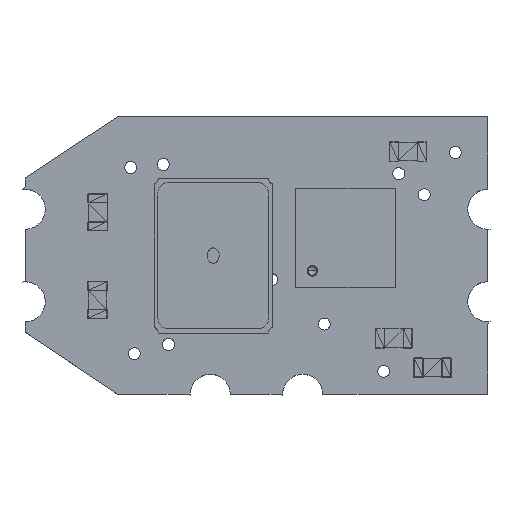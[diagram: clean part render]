
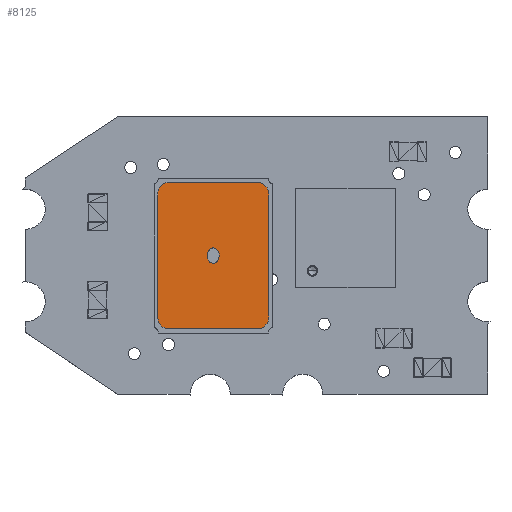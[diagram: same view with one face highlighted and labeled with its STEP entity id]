
A CAD part, top view. The second image highlights one B-rep face of the part: STEP entity #8125.
In plain terms, the highlighted free-form (B-spline) face has degree [1, 1] with [2, 2] control points.
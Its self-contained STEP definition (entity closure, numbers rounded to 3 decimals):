
#7802 = VERTEX_POINT('',#7803);
#7803 = CARTESIAN_POINT('',(2.338,1.625,0.16));
#7808 = EDGE_CURVE('',#7809,#7802,#7811,.T.);
#7809 = VERTEX_POINT('',#7810);
#7810 = CARTESIAN_POINT('',(1.913,1.625,0.16));
#7811 = ( BOUNDED_CURVE() B_SPLINE_CURVE(2,(#7812,#7813,#7814,#7815,
#7816),.UNSPECIFIED.,.F.,.F.) B_SPLINE_CURVE_WITH_KNOTS((3,2,3),(
    3.142,4.712,6.283),
.PIECEWISE_BEZIER_KNOTS.) CURVE() GEOMETRIC_REPRESENTATION_ITEM() 
RATIONAL_B_SPLINE_CURVE((1.,0.707,1.,0.707,1.)) 
REPRESENTATION_ITEM('') );
#7812 = CARTESIAN_POINT('',(1.913,1.625,0.16));
#7813 = CARTESIAN_POINT('',(1.913,1.463,0.16));
#7814 = CARTESIAN_POINT('',(2.125,1.463,0.16));
#7815 = CARTESIAN_POINT('',(2.338,1.463,0.16));
#7816 = CARTESIAN_POINT('',(2.338,1.625,0.16));
#7838 = EDGE_CURVE('',#7802,#7809,#7839,.T.);
#7839 = ( BOUNDED_CURVE() B_SPLINE_CURVE(2,(#7840,#7841,#7842,#7843,
#7844),.UNSPECIFIED.,.F.,.F.) B_SPLINE_CURVE_WITH_KNOTS((3,2,3),(0.
,1.571,3.142),.PIECEWISE_BEZIER_KNOTS.) CURVE() 
GEOMETRIC_REPRESENTATION_ITEM() RATIONAL_B_SPLINE_CURVE((1.,
0.707,1.,0.707,1.)) REPRESENTATION_ITEM('') );
#7840 = CARTESIAN_POINT('',(2.338,1.625,0.16));
#7841 = CARTESIAN_POINT('',(2.338,1.788,0.16));
#7842 = CARTESIAN_POINT('',(2.125,1.788,0.16));
#7843 = CARTESIAN_POINT('',(1.913,1.788,0.16));
#7844 = CARTESIAN_POINT('',(1.913,1.625,0.16));
#7943 = VERTEX_POINT('',#7944);
#7944 = CARTESIAN_POINT('',(0.468,3.153,0.16));
#7949 = EDGE_CURVE('',#7943,#7950,#7952,.T.);
#7950 = VERTEX_POINT('',#7951);
#7951 = CARTESIAN_POINT('',(3.783,3.153,0.16));
#7952 = B_SPLINE_CURVE_WITH_KNOTS('',1,(#7953,#7954),.UNSPECIFIED.,.F.,
  .F.,(2,2),(-1.95,1.95),.PIECEWISE_BEZIER_KNOTS.);
#7953 = CARTESIAN_POINT('',(0.468,3.153,0.16));
#7954 = CARTESIAN_POINT('',(3.783,3.153,0.16));
#7971 = VERTEX_POINT('',#7972);
#7972 = CARTESIAN_POINT('',(0.128,2.893,0.16));
#7977 = EDGE_CURVE('',#7943,#7971,#7978,.T.);
#7978 = ( BOUNDED_CURVE() B_SPLINE_CURVE(2,(#7979,#7980,#7981),
.UNSPECIFIED.,.F.,.F.) B_SPLINE_CURVE_WITH_KNOTS((3,3),(1.571,
3.142),.PIECEWISE_BEZIER_KNOTS.) CURVE() 
GEOMETRIC_REPRESENTATION_ITEM() RATIONAL_B_SPLINE_CURVE((1.,
0.707,1.)) REPRESENTATION_ITEM('') );
#7979 = CARTESIAN_POINT('',(0.468,3.153,0.16));
#7980 = CARTESIAN_POINT('',(0.128,3.153,0.16));
#7981 = CARTESIAN_POINT('',(0.128,2.893,0.16));
#7996 = VERTEX_POINT('',#7997);
#7997 = CARTESIAN_POINT('',(0.128,0.358,0.16));
#8002 = EDGE_CURVE('',#7971,#7996,#8003,.T.);
#8003 = B_SPLINE_CURVE_WITH_KNOTS('',1,(#8004,#8005),.UNSPECIFIED.,.F.,
  .F.,(2,2),(-7.591,-3.691),.PIECEWISE_BEZIER_KNOTS.);
#8004 = CARTESIAN_POINT('',(0.128,2.893,0.16));
#8005 = CARTESIAN_POINT('',(0.128,0.358,0.16));
#8018 = VERTEX_POINT('',#8019);
#8019 = CARTESIAN_POINT('',(0.468,0.098,0.16));
#8024 = EDGE_CURVE('',#7996,#8018,#8025,.T.);
#8025 = ( BOUNDED_CURVE() B_SPLINE_CURVE(2,(#8026,#8027,#8028),
.UNSPECIFIED.,.F.,.F.) B_SPLINE_CURVE_WITH_KNOTS((3,3),(3.142,
4.712),.PIECEWISE_BEZIER_KNOTS.) CURVE() 
GEOMETRIC_REPRESENTATION_ITEM() RATIONAL_B_SPLINE_CURVE((1.,
0.707,1.)) REPRESENTATION_ITEM('') );
#8026 = CARTESIAN_POINT('',(0.128,0.358,0.16));
#8027 = CARTESIAN_POINT('',(0.128,0.098,0.16));
#8028 = CARTESIAN_POINT('',(0.468,0.098,0.16));
#8043 = VERTEX_POINT('',#8044);
#8044 = CARTESIAN_POINT('',(3.783,0.098,0.16));
#8049 = EDGE_CURVE('',#8018,#8043,#8050,.T.);
#8050 = B_SPLINE_CURVE_WITH_KNOTS('',1,(#8051,#8052),.UNSPECIFIED.,.F.,
  .F.,(2,2),(-1.95,1.95),.PIECEWISE_BEZIER_KNOTS.);
#8051 = CARTESIAN_POINT('',(0.468,0.098,0.16));
#8052 = CARTESIAN_POINT('',(3.783,0.098,0.16));
#8065 = VERTEX_POINT('',#8066);
#8066 = CARTESIAN_POINT('',(4.123,0.358,0.16));
#8071 = EDGE_CURVE('',#8043,#8065,#8072,.T.);
#8072 = ( BOUNDED_CURVE() B_SPLINE_CURVE(2,(#8073,#8074,#8075),
.UNSPECIFIED.,.F.,.F.) B_SPLINE_CURVE_WITH_KNOTS((3,3),(4.712,
6.283),.PIECEWISE_BEZIER_KNOTS.) CURVE() 
GEOMETRIC_REPRESENTATION_ITEM() RATIONAL_B_SPLINE_CURVE((1.,
0.707,1.)) REPRESENTATION_ITEM('') );
#8073 = CARTESIAN_POINT('',(3.783,0.098,0.16));
#8074 = CARTESIAN_POINT('',(4.123,0.098,0.16));
#8075 = CARTESIAN_POINT('',(4.123,0.358,0.16));
#8090 = VERTEX_POINT('',#8091);
#8091 = CARTESIAN_POINT('',(4.123,2.893,0.16));
#8096 = EDGE_CURVE('',#8090,#8065,#8097,.T.);
#8097 = B_SPLINE_CURVE_WITH_KNOTS('',1,(#8098,#8099),.UNSPECIFIED.,.F.,
  .F.,(2,2),(-7.591,-3.691),.PIECEWISE_BEZIER_KNOTS.);
#8098 = CARTESIAN_POINT('',(4.123,2.893,0.16));
#8099 = CARTESIAN_POINT('',(4.123,0.358,0.16));
#8112 = EDGE_CURVE('',#7950,#8090,#8113,.T.);
#8113 = ( BOUNDED_CURVE() B_SPLINE_CURVE(2,(#8114,#8115,#8116),
.UNSPECIFIED.,.F.,.F.) B_SPLINE_CURVE_WITH_KNOTS((3,3),(4.712,
6.283),.PIECEWISE_BEZIER_KNOTS.) CURVE() 
GEOMETRIC_REPRESENTATION_ITEM() RATIONAL_B_SPLINE_CURVE((1.,
0.707,1.)) REPRESENTATION_ITEM('') );
#8114 = CARTESIAN_POINT('',(3.783,3.153,0.16));
#8115 = CARTESIAN_POINT('',(4.123,3.153,0.16));
#8116 = CARTESIAN_POINT('',(4.123,2.893,0.16));
#8125 = ADVANCED_FACE('',(#8126,#8130),#8140,.T.);
#8126 = FACE_BOUND('',#8127,.T.);
#8127 = EDGE_LOOP('',(#8128,#8129));
#8128 = ORIENTED_EDGE('',*,*,#7838,.F.);
#8129 = ORIENTED_EDGE('',*,*,#7808,.F.);
#8130 = FACE_BOUND('',#8131,.T.);
#8131 = EDGE_LOOP('',(#8132,#8133,#8134,#8135,#8136,#8137,#8138,#8139));
#8132 = ORIENTED_EDGE('',*,*,#7949,.F.);
#8133 = ORIENTED_EDGE('',*,*,#7977,.T.);
#8134 = ORIENTED_EDGE('',*,*,#8002,.T.);
#8135 = ORIENTED_EDGE('',*,*,#8024,.T.);
#8136 = ORIENTED_EDGE('',*,*,#8049,.T.);
#8137 = ORIENTED_EDGE('',*,*,#8071,.T.);
#8138 = ORIENTED_EDGE('',*,*,#8096,.F.);
#8139 = ORIENTED_EDGE('',*,*,#8112,.F.);
#8140 = B_SPLINE_SURFACE_WITH_KNOTS('',1,1,(
    (#8141,#8142)
    ,(#8143,#8144
    )),.UNSPECIFIED.,.F.,.F.,.F.,(2,2),(2,2),(-2.352,
    2.352),(3.29,7.993),
  .PIECEWISE_BEZIER_KNOTS.);
#8141 = CARTESIAN_POINT('',(0.126,0.096,0.16));
#8142 = CARTESIAN_POINT('',(0.126,3.154,0.16));
#8143 = CARTESIAN_POINT('',(4.124,0.096,0.16));
#8144 = CARTESIAN_POINT('',(4.124,3.154,0.16));
